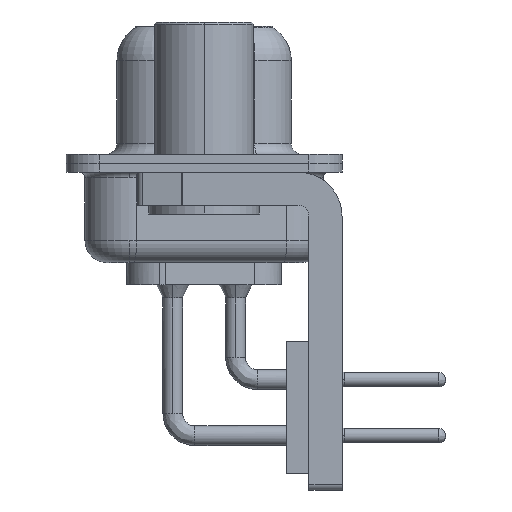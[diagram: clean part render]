
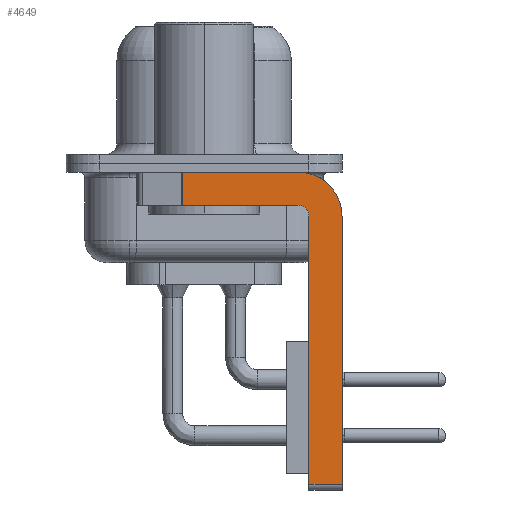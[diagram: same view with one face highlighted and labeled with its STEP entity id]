
A CAD part, left-side view. The second image highlights one B-rep face of the part: STEP entity #4649.
In plain terms, the highlighted planar face has unit normal (-1, 0, 0).
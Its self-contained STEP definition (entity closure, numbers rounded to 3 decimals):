
#228 = DIRECTION ( 'NONE',  ( 0., 0., -1. ) ) ;
#440 = CIRCLE ( 'NONE', #10493, 2. ) ;
#455 = CARTESIAN_POINT ( 'NONE',  ( -2.9, -4.25, -2.4 ) ) ;
#977 = LINE ( 'NONE', #20055, #18731 ) ;
#1173 = CIRCLE ( 'NONE', #15692, 0.5 ) ;
#1385 = CARTESIAN_POINT ( 'NONE',  ( -2.9, -4.75, -2.4 ) ) ;
#1500 = CARTESIAN_POINT ( 'NONE',  ( -2.9, -4.25, -1.9 ) ) ;
#1613 = LINE ( 'NONE', #4310, #9994 ) ;
#1928 = DIRECTION ( 'NONE',  ( 0., 0., 1. ) ) ;
#2126 = DIRECTION ( 'NONE',  ( 0., 0., -1. ) ) ;
#2179 = VECTOR ( 'NONE', #1928, 1000. ) ;
#3421 = CARTESIAN_POINT ( 'NONE',  ( -2.9, -4.25, -14.55 ) ) ;
#4310 = CARTESIAN_POINT ( 'NONE',  ( -2.9, 0.978, -1.9 ) ) ;
#4649 = ADVANCED_FACE ( 'NONE', ( #20976 ), #8782, .F. ) ;
#5150 = DIRECTION ( 'NONE',  ( -1., 0., 0. ) ) ;
#5183 = EDGE_CURVE ( 'NONE', #8870, #18754, #440, .T. ) ;
#5404 = ORIENTED_EDGE ( 'NONE', *, *, #7485, .F. ) ;
#5974 = DIRECTION ( 'NONE',  ( 0., 0., -1. ) ) ;
#6666 = VERTEX_POINT ( 'NONE', #10302 ) ;
#7147 = DIRECTION ( 'NONE',  ( 0., -1., 0. ) ) ;
#7485 = EDGE_CURVE ( 'NONE', #8597, #20443, #19889, .T. ) ;
#7711 = VECTOR ( 'NONE', #8865, 1000. ) ;
#8250 = LINE ( 'NONE', #18850, #7711 ) ;
#8439 = DIRECTION ( 'NONE',  ( 0., -1., 0. ) ) ;
#8543 = CARTESIAN_POINT ( 'NONE',  ( -2.9, -6.25, -2.4 ) ) ;
#8597 = VERTEX_POINT ( 'NONE', #11685 ) ;
#8782 = PLANE ( 'NONE',  #9093 ) ;
#8843 = DIRECTION ( 'NONE',  ( 0., 0., -1. ) ) ;
#8865 = DIRECTION ( 'NONE',  ( 0., 1., 0. ) ) ;
#8870 = VERTEX_POINT ( 'NONE', #12452 ) ;
#9093 = AXIS2_PLACEMENT_3D ( 'NONE', #455, #12133, #2126 ) ;
#9598 = EDGE_CURVE ( 'NONE', #12149, #6666, #1613, .T. ) ;
#9994 = VECTOR ( 'NONE', #5974, 1000. ) ;
#10224 = DIRECTION ( 'NONE',  ( 1., 0., 0. ) ) ;
#10302 = CARTESIAN_POINT ( 'NONE',  ( -2.9, 0.978, -1.9 ) ) ;
#10493 = AXIS2_PLACEMENT_3D ( 'NONE', #20145, #10224, #228 ) ;
#10614 = ORIENTED_EDGE ( 'NONE', *, *, #18746, .F. ) ;
#11308 = VECTOR ( 'NONE', #8843, 1000. ) ;
#11685 = CARTESIAN_POINT ( 'NONE',  ( -2.9, -4.75, -14.55 ) ) ;
#11830 = LINE ( 'NONE', #3421, #20110 ) ;
#12133 = DIRECTION ( 'NONE',  ( 1., 0., 0. ) ) ;
#12149 = VERTEX_POINT ( 'NONE', #21011 ) ;
#12324 = ORIENTED_EDGE ( 'NONE', *, *, #13047, .F. ) ;
#12442 = ORIENTED_EDGE ( 'NONE', *, *, #9598, .T. ) ;
#12452 = CARTESIAN_POINT ( 'NONE',  ( -2.9, -4.25, -0.4 ) ) ;
#12966 = VERTEX_POINT ( 'NONE', #1500 ) ;
#13047 = EDGE_CURVE ( 'NONE', #12149, #8870, #977, .T. ) ;
#13177 = ORIENTED_EDGE ( 'NONE', *, *, #5183, .F. ) ;
#13603 = CARTESIAN_POINT ( 'NONE',  ( -2.9, -4.75, -14.8 ) ) ;
#13782 = EDGE_CURVE ( 'NONE', #12966, #6666, #8250, .T. ) ;
#14724 = ORIENTED_EDGE ( 'NONE', *, *, #13782, .F. ) ;
#15179 = CARTESIAN_POINT ( 'NONE',  ( -2.9, -4.25, -2.4 ) ) ;
#15692 = AXIS2_PLACEMENT_3D ( 'NONE', #15179, #5150, #16883 ) ;
#16130 = ORIENTED_EDGE ( 'NONE', *, *, #20539, .T. ) ;
#16848 = EDGE_LOOP ( 'NONE', ( #12324, #12442, #14724, #10614, #5404, #16130, #18730, #13177 ) ) ;
#16883 = DIRECTION ( 'NONE',  ( 0., 0., 1. ) ) ;
#17173 = CARTESIAN_POINT ( 'NONE',  ( -2.9, -6.25, -2.4 ) ) ;
#17831 = LINE ( 'NONE', #17173, #11308 ) ;
#18730 = ORIENTED_EDGE ( 'NONE', *, *, #20562, .F. ) ;
#18731 = VECTOR ( 'NONE', #8439, 1000. ) ;
#18746 = EDGE_CURVE ( 'NONE', #20443, #12966, #1173, .T. ) ;
#18754 = VERTEX_POINT ( 'NONE', #8543 ) ;
#18850 = CARTESIAN_POINT ( 'NONE',  ( -2.9, -4.25, -1.9 ) ) ;
#19889 = LINE ( 'NONE', #13603, #2179 ) ;
#20055 = CARTESIAN_POINT ( 'NONE',  ( -2.9, 3., -0.4 ) ) ;
#20110 = VECTOR ( 'NONE', #7147, 1000. ) ;
#20145 = CARTESIAN_POINT ( 'NONE',  ( -2.9, -4.25, -2.4 ) ) ;
#20177 = VERTEX_POINT ( 'NONE', #21288 ) ;
#20443 = VERTEX_POINT ( 'NONE', #1385 ) ;
#20539 = EDGE_CURVE ( 'NONE', #8597, #20177, #11830, .T. ) ;
#20562 = EDGE_CURVE ( 'NONE', #18754, #20177, #17831, .T. ) ;
#20976 = FACE_OUTER_BOUND ( 'NONE', #16848, .T. ) ;
#21011 = CARTESIAN_POINT ( 'NONE',  ( -2.9, 0.978, -0.4 ) ) ;
#21288 = CARTESIAN_POINT ( 'NONE',  ( -2.9, -6.25, -14.55 ) ) ;
